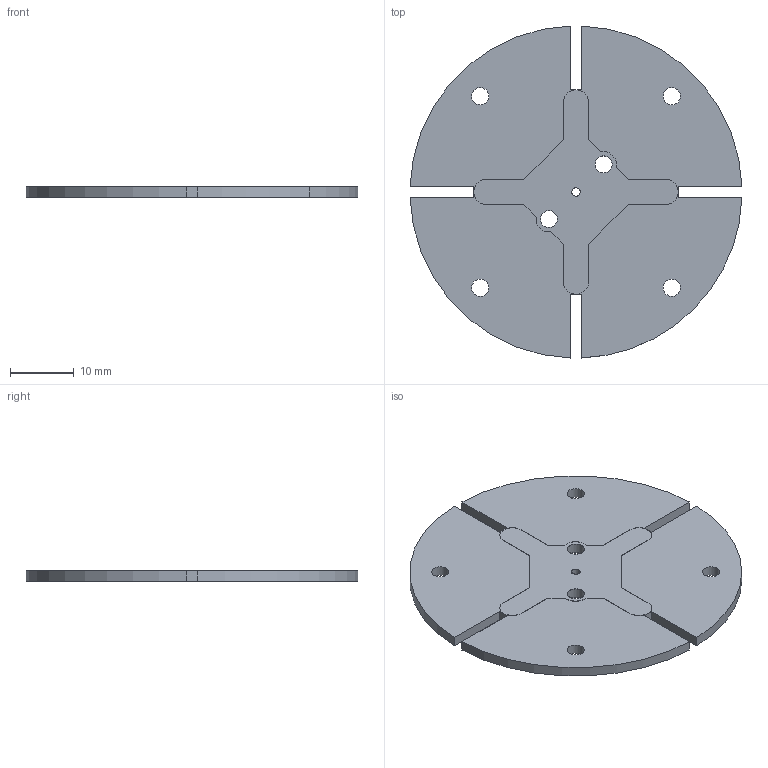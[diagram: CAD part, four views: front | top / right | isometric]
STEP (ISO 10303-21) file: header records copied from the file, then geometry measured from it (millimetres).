
FILE_DESCRIPTION(('FreeCAD Model'),'2;1');
FILE_NAME('quad-slot-hub-traces.step', '2020-10-20T16:21:06',('Author'),(''), 'Open CASCADE STEP processor 7.3','FreeCAD','Unknown');
FILE_SCHEMA(('AUTOMOTIVE_DESIGN { 1 0 10303 214 1 1 1 1 }'));
Length unit declared in the file: millimetre
Products named in the file (1): pcb_combo
Bounding box: 52 x 52 x 1.7 mm (x, y, z)
Volume: 3267.2 mm3; surface area: 5613.7 mm2
Topology: 2 solids, 2 shells, 127 faces, 351 edges, 234 vertices
Faces by surface type: plane 64, cylinder 63
Entity records: 5031 total; most frequent: DIRECTION 733, CARTESIAN_POINT 713, ORIENTED_EDGE 702, EDGE_CURVE 351, AXIS2_PLACEMENT_3D 254, VERTEX_POINT 234, LINE 225, VECTOR 225
